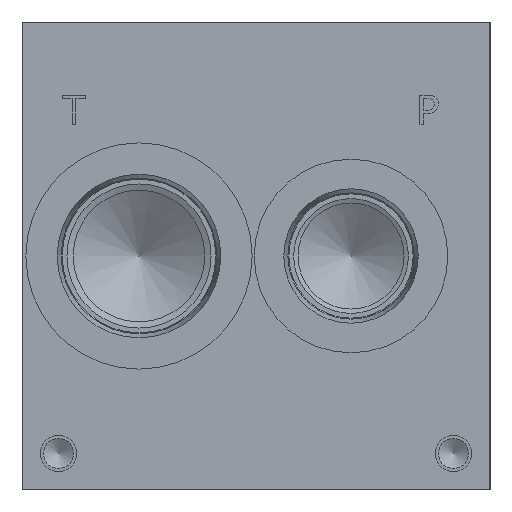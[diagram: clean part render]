
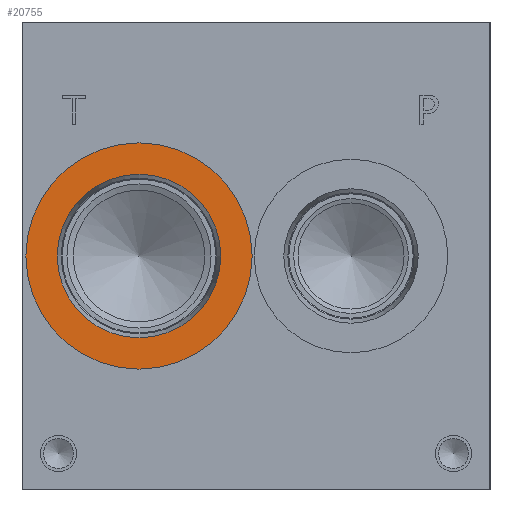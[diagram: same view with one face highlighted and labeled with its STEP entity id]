
A CAD part, left-side view. The second image highlights one B-rep face of the part: STEP entity #20755.
In plain terms, the highlighted planar face has unit normal (-1, 0, 0).
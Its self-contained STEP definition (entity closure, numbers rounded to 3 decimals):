
#471=CIRCLE('',#21770,24.562);
#472=CIRCLE('',#21771,24.562);
#473=CIRCLE('',#21773,17.755);
#474=CIRCLE('',#21774,17.755);
#1220=FACE_BOUND('',#3909,.T.);
#2698=FACE_OUTER_BOUND('',#3908,.T.);
#3908=EDGE_LOOP('',(#16837,#16838));
#3909=EDGE_LOOP('',(#16839,#16840));
#9292=VERTEX_POINT('',#34640);
#9293=VERTEX_POINT('',#34642);
#9294=VERTEX_POINT('',#34646);
#9295=VERTEX_POINT('',#34647);
#11991=EDGE_CURVE('',#9292,#9293,#471,.T.);
#11992=EDGE_CURVE('',#9293,#9292,#472,.T.);
#11993=EDGE_CURVE('',#9294,#9295,#473,.T.);
#11994=EDGE_CURVE('',#9295,#9294,#474,.T.);
#16837=ORIENTED_EDGE('',*,*,#11992,.F.);
#16838=ORIENTED_EDGE('',*,*,#11991,.F.);
#16839=ORIENTED_EDGE('',*,*,#11993,.T.);
#16840=ORIENTED_EDGE('',*,*,#11994,.T.);
#19319=PLANE('',#21772);
#20755=ADVANCED_FACE('',(#2698,#1220),#19319,.F.);
#21770=AXIS2_PLACEMENT_3D('',#34643,#25477,#25478);
#21771=AXIS2_PLACEMENT_3D('',#34644,#25479,#25480);
#21772=AXIS2_PLACEMENT_3D('',#34645,#25481,#25482);
#21773=AXIS2_PLACEMENT_3D('',#34648,#25483,#25484);
#21774=AXIS2_PLACEMENT_3D('',#34649,#25485,#25486);
#25477=DIRECTION('center_axis',(1.,0.,0.));
#25478=DIRECTION('ref_axis',(0.,0.,-1.));
#25479=DIRECTION('center_axis',(1.,0.,0.));
#25480=DIRECTION('ref_axis',(0.,0.,-1.));
#25481=DIRECTION('center_axis',(1.,0.,0.));
#25482=DIRECTION('ref_axis',(0.,0.,-1.));
#25483=DIRECTION('center_axis',(1.,0.,0.));
#25484=DIRECTION('ref_axis',(0.,0.,-1.));
#25485=DIRECTION('center_axis',(1.,0.,0.));
#25486=DIRECTION('ref_axis',(0.,0.,-1.));
#34640=CARTESIAN_POINT('',(0.787,76.2,26.238));
#34642=CARTESIAN_POINT('',(0.787,76.2,75.362));
#34643=CARTESIAN_POINT('Origin',(0.787,76.2,50.8));
#34644=CARTESIAN_POINT('Origin',(0.787,76.2,50.8));
#34645=CARTESIAN_POINT('Origin',(0.787,76.2,68.555));
#34646=CARTESIAN_POINT('',(0.787,76.2,68.555));
#34647=CARTESIAN_POINT('',(0.787,76.2,33.045));
#34648=CARTESIAN_POINT('Origin',(0.787,76.2,50.8));
#34649=CARTESIAN_POINT('Origin',(0.787,76.2,50.8));
